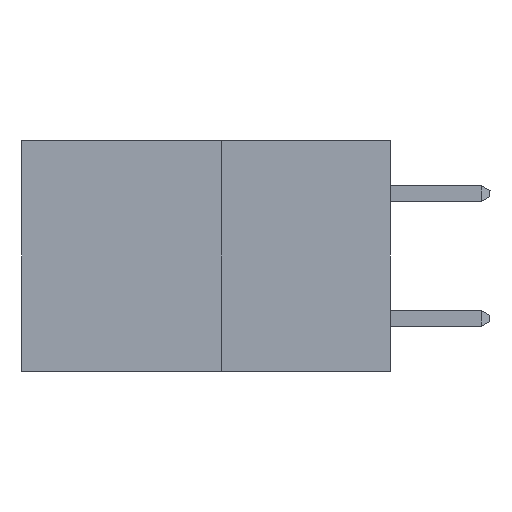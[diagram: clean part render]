
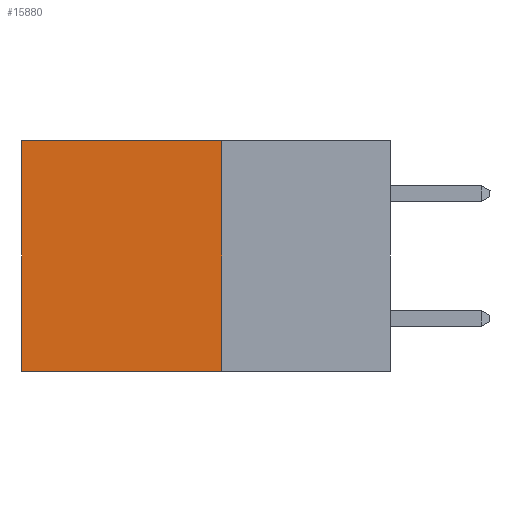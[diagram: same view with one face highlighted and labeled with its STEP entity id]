
A CAD part, left-side view. The second image highlights one B-rep face of the part: STEP entity #15880.
In plain terms, the highlighted planar face has unit normal (-1, 0, 0).
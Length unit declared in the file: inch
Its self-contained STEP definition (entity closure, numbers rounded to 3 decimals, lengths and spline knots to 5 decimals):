
#706 = VERTEX_POINT ( 'NONE', #2056 ) ;
#1386 = FACE_OUTER_BOUND ( 'NONE', #11857, .T. ) ;
#1732 = LINE ( 'NONE', #10130, #16683 ) ;
#2056 = CARTESIAN_POINT ( 'NONE',  ( 0.277, 0.59, 0. ) ) ;
#3515 = ORIENTED_EDGE ( 'NONE', *, *, #5559, .F. ) ;
#5559 = EDGE_CURVE ( 'NONE', #18671, #11688, #11400, .T. ) ;
#6122 = CARTESIAN_POINT ( 'NONE',  ( 0.277, 0.59, -0.37 ) ) ;
#7168 = CARTESIAN_POINT ( 'NONE',  ( 0.277, 0.27, -0.37 ) ) ;
#7461 = ORIENTED_EDGE ( 'NONE', *, *, #13623, .F. ) ;
#7650 = DIRECTION ( 'NONE',  ( 0., 0., -1. ) ) ;
#8654 = DIRECTION ( 'NONE',  ( 1., 0., 0. ) ) ;
#9006 = LINE ( 'NONE', #15934, #16537 ) ;
#9237 = DIRECTION ( 'NONE',  ( 0., 1., 0. ) ) ;
#9628 = EDGE_CURVE ( 'NONE', #14427, #706, #1732, .T. ) ;
#10130 = CARTESIAN_POINT ( 'NONE',  ( 0.277, 0.27, 0. ) ) ;
#10943 = VECTOR ( 'NONE', #12903, 39.37008 ) ;
#11400 = LINE ( 'NONE', #13109, #10943 ) ;
#11546 = CARTESIAN_POINT ( 'NONE',  ( 0.277, 0.27, -0.37 ) ) ;
#11688 = VERTEX_POINT ( 'NONE', #18633 ) ;
#11724 = ORIENTED_EDGE ( 'NONE', *, *, #12371, .T. ) ;
#11857 = EDGE_LOOP ( 'NONE', ( #11724, #3515, #7461, #16830 ) ) ;
#12371 = EDGE_CURVE ( 'NONE', #706, #11688, #18468, .T. ) ;
#12903 = DIRECTION ( 'NONE',  ( 0., 1., 0. ) ) ;
#13109 = CARTESIAN_POINT ( 'NONE',  ( 0.277, 0.27, -0.37 ) ) ;
#13623 = EDGE_CURVE ( 'NONE', #14427, #18671, #9006, .T. ) ;
#14427 = VERTEX_POINT ( 'NONE', #14740 ) ;
#14740 = CARTESIAN_POINT ( 'NONE',  ( 0.277, 0.27, 0. ) ) ;
#14857 = VECTOR ( 'NONE', #7650, 39.37008 ) ;
#15759 = PLANE ( 'NONE',  #16158 ) ;
#15880 = ADVANCED_FACE ( 'NONE', ( #1386 ), #15759, .F. ) ;
#15934 = CARTESIAN_POINT ( 'NONE',  ( 0.277, 0.27, -0.37 ) ) ;
#16158 = AXIS2_PLACEMENT_3D ( 'NONE', #7168, #8654, #18466 ) ;
#16537 = VECTOR ( 'NONE', #17305, 39.37008 ) ;
#16683 = VECTOR ( 'NONE', #9237, 39.37008 ) ;
#16830 = ORIENTED_EDGE ( 'NONE', *, *, #9628, .T. ) ;
#17305 = DIRECTION ( 'NONE',  ( 0., 0., -1. ) ) ;
#18466 = DIRECTION ( 'NONE',  ( 0., 0., -1. ) ) ;
#18468 = LINE ( 'NONE', #6122, #14857 ) ;
#18633 = CARTESIAN_POINT ( 'NONE',  ( 0.277, 0.59, -0.37 ) ) ;
#18671 = VERTEX_POINT ( 'NONE', #11546 ) ;
